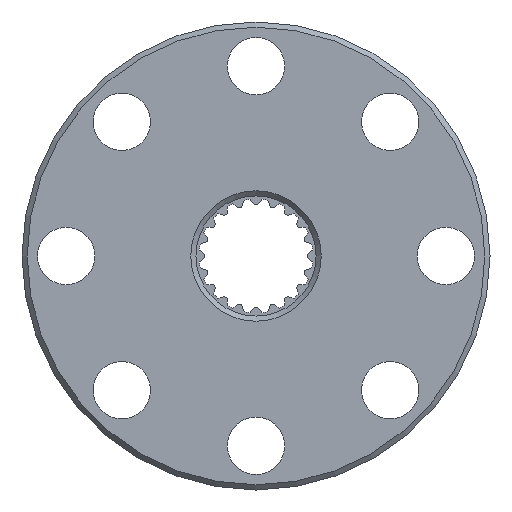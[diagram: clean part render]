
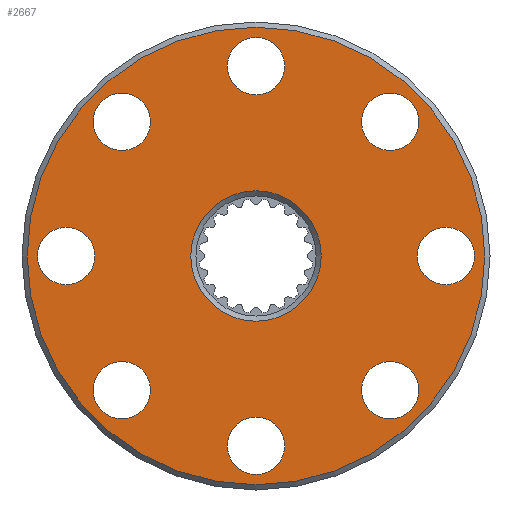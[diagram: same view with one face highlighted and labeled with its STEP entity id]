
A CAD part, left-side view. The second image highlights one B-rep face of the part: STEP entity #2667.
In plain terms, the highlighted planar face has unit normal (-1, 0, 0).
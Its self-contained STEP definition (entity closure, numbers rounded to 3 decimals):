
#15=FACE_BOUND('',#330,.T.);
#16=FACE_BOUND('',#331,.T.);
#17=FACE_BOUND('',#332,.T.);
#18=FACE_BOUND('',#333,.T.);
#19=FACE_BOUND('',#334,.T.);
#20=FACE_BOUND('',#335,.T.);
#21=FACE_BOUND('',#336,.T.);
#22=FACE_BOUND('',#337,.T.);
#23=FACE_BOUND('',#338,.T.);
#38=PLANE('',#2832);
#181=FACE_OUTER_BOUND('',#329,.T.);
#329=EDGE_LOOP('',(#1834));
#330=EDGE_LOOP('',(#1835));
#331=EDGE_LOOP('',(#1836));
#332=EDGE_LOOP('',(#1837));
#333=EDGE_LOOP('',(#1838));
#334=EDGE_LOOP('',(#1839));
#335=EDGE_LOOP('',(#1840));
#336=EDGE_LOOP('',(#1841));
#337=EDGE_LOOP('',(#1842));
#338=EDGE_LOOP('',(#1843));
#940=CIRCLE('',#2828,44.);
#943=CIRCLE('',#2833,12.55);
#944=CIRCLE('',#2834,5.518);
#945=CIRCLE('',#2835,5.518);
#946=CIRCLE('',#2836,5.518);
#947=CIRCLE('',#2837,5.518);
#948=CIRCLE('',#2838,5.518);
#949=CIRCLE('',#2839,5.518);
#950=CIRCLE('',#2840,5.518);
#951=CIRCLE('',#2841,5.518);
#1135=VERTEX_POINT('',#4081);
#1138=VERTEX_POINT('',#4091);
#1139=VERTEX_POINT('',#4093);
#1140=VERTEX_POINT('',#4095);
#1141=VERTEX_POINT('',#4097);
#1142=VERTEX_POINT('',#4099);
#1143=VERTEX_POINT('',#4101);
#1144=VERTEX_POINT('',#4103);
#1145=VERTEX_POINT('',#4105);
#1146=VERTEX_POINT('',#4107);
#1410=EDGE_CURVE('',#1135,#1135,#940,.T.);
#1415=EDGE_CURVE('',#1138,#1138,#943,.T.);
#1416=EDGE_CURVE('',#1139,#1139,#944,.F.);
#1417=EDGE_CURVE('',#1140,#1140,#945,.F.);
#1418=EDGE_CURVE('',#1141,#1141,#946,.F.);
#1419=EDGE_CURVE('',#1142,#1142,#947,.F.);
#1420=EDGE_CURVE('',#1143,#1143,#948,.F.);
#1421=EDGE_CURVE('',#1144,#1144,#949,.F.);
#1422=EDGE_CURVE('',#1145,#1145,#950,.F.);
#1423=EDGE_CURVE('',#1146,#1146,#951,.F.);
#1834=ORIENTED_EDGE('',*,*,#1410,.F.);
#1835=ORIENTED_EDGE('',*,*,#1415,.F.);
#1836=ORIENTED_EDGE('',*,*,#1416,.T.);
#1837=ORIENTED_EDGE('',*,*,#1417,.T.);
#1838=ORIENTED_EDGE('',*,*,#1418,.T.);
#1839=ORIENTED_EDGE('',*,*,#1419,.T.);
#1840=ORIENTED_EDGE('',*,*,#1420,.T.);
#1841=ORIENTED_EDGE('',*,*,#1421,.T.);
#1842=ORIENTED_EDGE('',*,*,#1422,.T.);
#1843=ORIENTED_EDGE('',*,*,#1423,.T.);
#2667=ADVANCED_FACE('',(#181,#15,#16,#17,#18,#19,#20,#21,#22,#23),#38,.T.);
#2828=AXIS2_PLACEMENT_3D('',#4082,#3174,#3175);
#2832=AXIS2_PLACEMENT_3D('',#4090,#3184,#3185);
#2833=AXIS2_PLACEMENT_3D('',#4092,#3186,#3187);
#2834=AXIS2_PLACEMENT_3D('',#4094,#3188,#3189);
#2835=AXIS2_PLACEMENT_3D('',#4096,#3190,#3191);
#2836=AXIS2_PLACEMENT_3D('',#4098,#3192,#3193);
#2837=AXIS2_PLACEMENT_3D('',#4100,#3194,#3195);
#2838=AXIS2_PLACEMENT_3D('',#4102,#3196,#3197);
#2839=AXIS2_PLACEMENT_3D('',#4104,#3198,#3199);
#2840=AXIS2_PLACEMENT_3D('',#4106,#3200,#3201);
#2841=AXIS2_PLACEMENT_3D('',#4108,#3202,#3203);
#3174=DIRECTION('center_axis',(1.,0.,0.));
#3175=DIRECTION('ref_axis',(0.,-1.,0.));
#3184=DIRECTION('center_axis',(-1.,0.,0.));
#3185=DIRECTION('ref_axis',(0.,-1.,0.));
#3186=DIRECTION('center_axis',(-1.,0.,0.));
#3187=DIRECTION('ref_axis',(0.,-1.,0.));
#3188=DIRECTION('center_axis',(-1.,0.,0.));
#3189=DIRECTION('ref_axis',(0.,-0.707,0.707));
#3190=DIRECTION('center_axis',(-1.,0.,0.));
#3191=DIRECTION('ref_axis',(0.,0.,1.));
#3192=DIRECTION('center_axis',(-1.,0.,0.));
#3193=DIRECTION('ref_axis',(0.,0.707,0.707));
#3194=DIRECTION('center_axis',(-1.,0.,0.));
#3195=DIRECTION('ref_axis',(0.,1.,0.));
#3196=DIRECTION('center_axis',(-1.,0.,0.));
#3197=DIRECTION('ref_axis',(0.,0.707,-0.707));
#3198=DIRECTION('center_axis',(-1.,0.,0.));
#3199=DIRECTION('ref_axis',(0.,0.,-1.));
#3200=DIRECTION('center_axis',(-1.,0.,0.));
#3201=DIRECTION('ref_axis',(0.,-0.707,-0.707));
#3202=DIRECTION('center_axis',(-1.,0.,0.));
#3203=DIRECTION('ref_axis',(0.,-1.,0.));
#4081=CARTESIAN_POINT('',(-5.,44.,0.));
#4082=CARTESIAN_POINT('Origin',(-5.,0.,0.));
#4090=CARTESIAN_POINT('Origin',(-5.,0.,0.));
#4091=CARTESIAN_POINT('',(-5.,12.55,0.));
#4092=CARTESIAN_POINT('Origin',(-5.,0.,0.));
#4093=CARTESIAN_POINT('',(-5.,29.711,21.908));
#4094=CARTESIAN_POINT('Origin',(-5.,25.809,25.809));
#4095=CARTESIAN_POINT('',(-5.,36.5,-5.518));
#4096=CARTESIAN_POINT('Origin',(-5.,36.5,0.));
#4097=CARTESIAN_POINT('',(-5.,21.908,-29.711));
#4098=CARTESIAN_POINT('Origin',(-5.,25.809,-25.809));
#4099=CARTESIAN_POINT('',(-5.,-5.518,-36.5));
#4100=CARTESIAN_POINT('Origin',(-5.,0.,-36.5));
#4101=CARTESIAN_POINT('',(-5.,-29.711,-21.908));
#4102=CARTESIAN_POINT('Origin',(-5.,-25.809,-25.809));
#4103=CARTESIAN_POINT('',(-5.,-36.5,5.518));
#4104=CARTESIAN_POINT('Origin',(-5.,-36.5,0.));
#4105=CARTESIAN_POINT('',(-5.,-21.908,29.711));
#4106=CARTESIAN_POINT('Origin',(-5.,-25.809,25.809));
#4107=CARTESIAN_POINT('',(-5.,5.518,36.5));
#4108=CARTESIAN_POINT('Origin',(-5.,0.,36.5));
